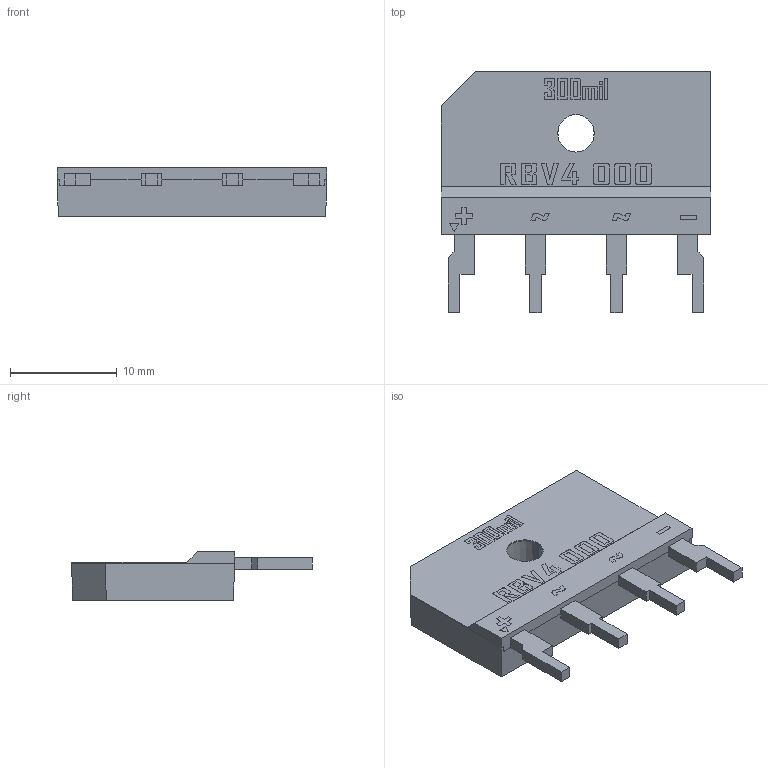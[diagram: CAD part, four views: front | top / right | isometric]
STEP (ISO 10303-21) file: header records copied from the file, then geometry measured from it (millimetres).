
FILE_DESCRIPTION (( 'STEP AP214' ), '1' );
FILE_NAME ('RBV4___RBV4__.STEP', '2023-03-02T16:41:59', ( '' ), ( '' ), 'SwSTEP 2.0', 'SolidWorks 2020', '' );
FILE_SCHEMA (( 'AUTOMOTIVE_DESIGN' ));
Length unit declared in the file: millimetre
Products named in the file (1): RBV4___RBV4__
Bounding box: 25.3 x 22.6 x 4.56 mm (x, y, z)
Volume: 1459.1 mm3; surface area: 1260.4 mm2
Topology: 1 solids, 1 shells, 310 faces, 835 edges, 553 vertices
Faces by surface type: plane 255, bspline 51, cylinder 2, cone 2
Entity records: 13931 total; most frequent: CARTESIAN_POINT 3614, ORIENTED_EDGE 1670, DIRECTION 1259, EDGE_CURVE 835, VECTOR 727, LINE 727, VERTEX_POINT 553, EDGE_LOOP 338
